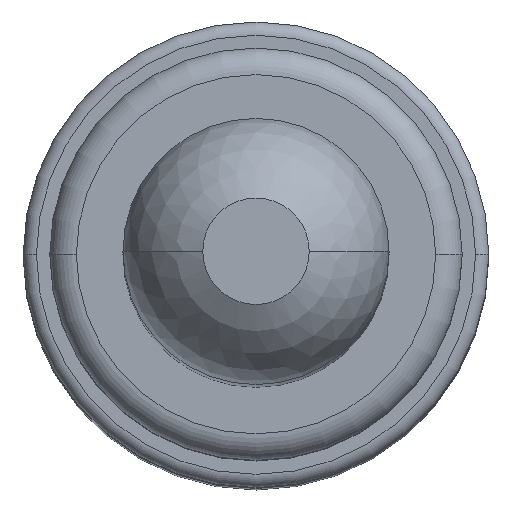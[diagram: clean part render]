
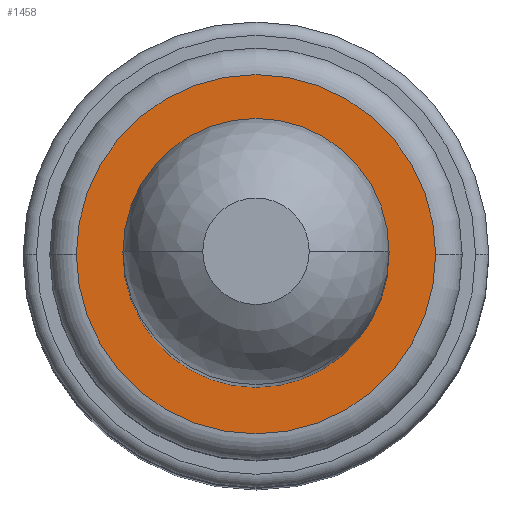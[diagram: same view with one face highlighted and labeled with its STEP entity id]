
A CAD part, top view. The second image highlights one B-rep face of the part: STEP entity #1458.
In plain terms, the highlighted planar face has unit normal (0, 0, 1).
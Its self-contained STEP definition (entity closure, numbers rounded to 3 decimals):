
#667=CARTESIAN_POINT('',(0.,0.,12.5));
#668=DIRECTION('',(0.,0.,-1.));
#669=DIRECTION('',(1.,0.,0.));
#670=AXIS2_PLACEMENT_3D('',#667,#668,#669);
#675=CARTESIAN_POINT('',(0.,0.,12.5));
#676=DIRECTION('',(0.,0.,1.));
#677=DIRECTION('',(1.,0.,0.));
#678=AXIS2_PLACEMENT_3D('',#675,#676,#677);
#683=CARTESIAN_POINT('',(0.,0.,12.5));
#684=DIRECTION('',(0.,0.,-1.));
#685=DIRECTION('',(1.,0.,0.));
#686=AXIS2_PLACEMENT_3D('',#683,#684,#685);
#691=CARTESIAN_POINT('',(0.,0.,12.5));
#692=DIRECTION('',(0.,0.,-1.));
#693=DIRECTION('',(-1.,0.,0.));
#694=AXIS2_PLACEMENT_3D('',#691,#692,#693);
#773=CARTESIAN_POINT('',(1.,0.,12.5));
#774=VERTEX_POINT('',#773);
#787=CARTESIAN_POINT('',(-1.,0.,12.5));
#788=VERTEX_POINT('',#787);
#825=CARTESIAN_POINT('',(1.35,0.,12.5));
#826=CARTESIAN_POINT('',(-1.35,0.,12.5));
#827=VERTEX_POINT('',#825);
#828=VERTEX_POINT('',#826);
#1443=CARTESIAN_POINT('',(0.,0.,12.5));
#1444=DIRECTION('',(0.,0.,-1.));
#1445=DIRECTION('',(1.,0.,0.));
#1446=AXIS2_PLACEMENT_3D('',#1443,#1444,#1445);
#1447=PLANE('',#1446);
#1448=ORIENTED_EDGE('',*,*,#1410,.T.);
#1449=ORIENTED_EDGE('',*,*,#1425,.T.);
#1450=EDGE_LOOP('',(#1448,#1449));
#1451=FACE_OUTER_BOUND('',#1450,.F.);
#1453=ORIENTED_EDGE('',*,*,#1452,.F.);
#1455=ORIENTED_EDGE('',*,*,#1454,.T.);
#1456=EDGE_LOOP('',(#1453,#1455));
#1457=FACE_BOUND('',#1456,.F.);
#671=CIRCLE('',#670,1.);
#679=CIRCLE('',#678,1.);
#687=CIRCLE('',#686,1.35);
#695=CIRCLE('',#694,1.35);
#1410=EDGE_CURVE('',#827,#828,#687,.T.);
#1425=EDGE_CURVE('',#828,#827,#695,.T.);
#1452=EDGE_CURVE('',#774,#788,#671,.T.);
#1454=EDGE_CURVE('',#774,#788,#679,.T.);
#1458=ADVANCED_FACE('',(#1451,#1457),#1447,.F.);
